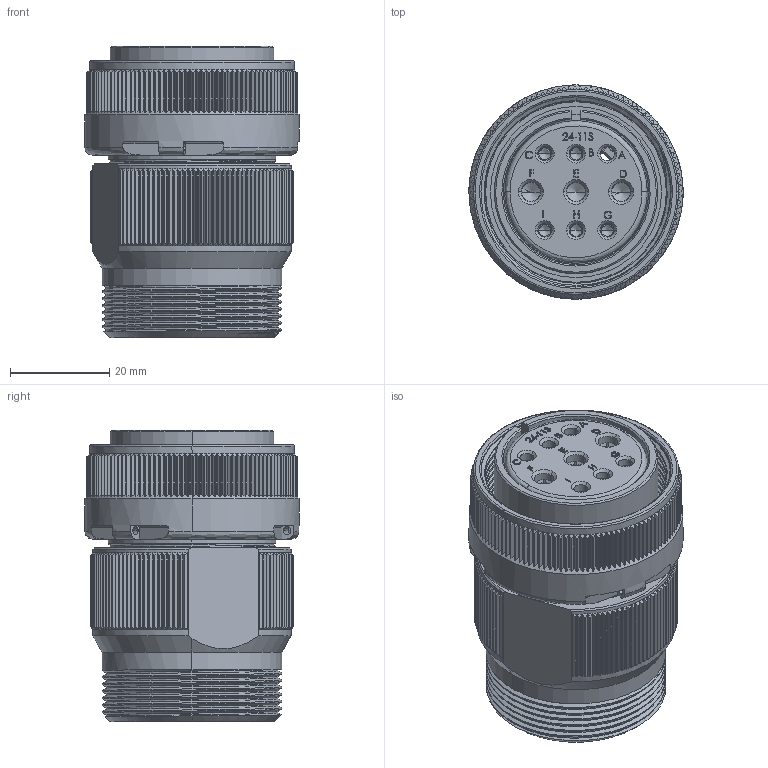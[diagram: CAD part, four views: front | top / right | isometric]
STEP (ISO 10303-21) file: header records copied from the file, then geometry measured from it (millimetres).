
FILE_DESCRIPTION (( 'STEP AP214' ), '1' );
FILE_NAME ('PD-CON r1 coord fXT b.STEP', '2020-10-19T15:43:01', ( '' ), ( '' ), 'SwSTEP 2.0', 'SolidWorks 2017', '' );
FILE_SCHEMA (( 'AUTOMOTIVE_DESIGN' ));
Length unit declared in the file: inch
Products named in the file (1): PD-CON r1 coord fXT b
Bounding box: 43.2 x 43.2 x 58.7 mm (x, y, z)
Volume: 45678.1 mm3; surface area: 46208.3 mm2
Topology: 25 solids, 25 shells, 2535 faces, 6754 edges, 4437 vertices
Faces by surface type: plane 1101, cylinder 835, cone 446, bspline 153
Entity records: 100017 total; most frequent: CARTESIAN_POINT 38558, ORIENTED_EDGE 13444, DIRECTION 11907, EDGE_CURVE 6722, VERTEX_POINT 4437, AXIS2_PLACEMENT_3D 4392, VECTOR 3123, LINE 3123
